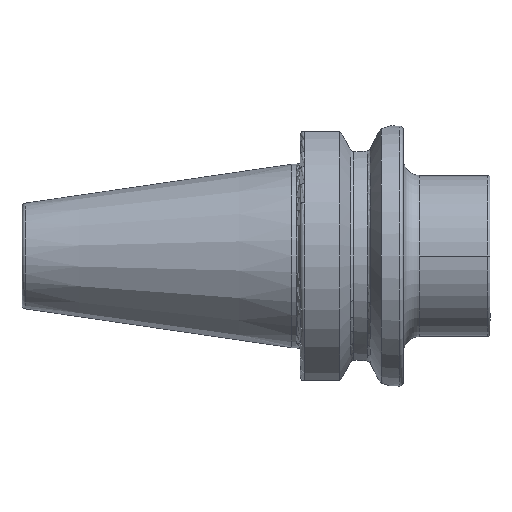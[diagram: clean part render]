
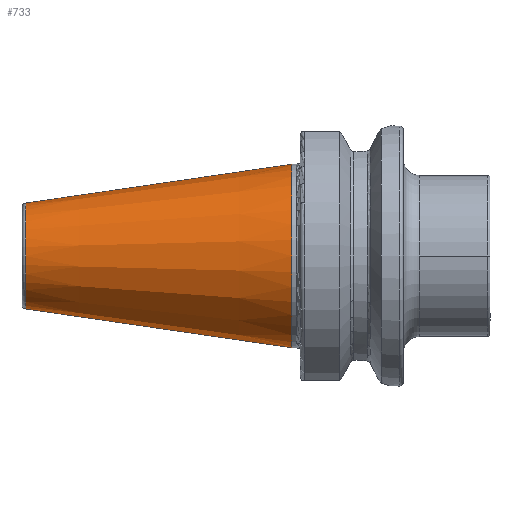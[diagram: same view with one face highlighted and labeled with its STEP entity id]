
A CAD part, front view. The second image highlights one B-rep face of the part: STEP entity #733.
In plain terms, the highlighted conical face has half-angle 8.297 degrees and reference radius 22.225 mm.
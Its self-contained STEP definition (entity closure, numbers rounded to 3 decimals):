
#36 = CARTESIAN_POINT ( 'NONE',  ( 0., 0., 0. ) ) ;
#352 = FACE_OUTER_BOUND ( 'NONE', #725, .T. ) ;
#581 = CIRCLE ( 'NONE', #1345, 22.225 ) ;
#624 = DIRECTION ( 'NONE',  ( 0., 0., 1. ) ) ;
#684 = DIRECTION ( 'NONE',  ( -1., 0., 0. ) ) ;
#700 = CARTESIAN_POINT ( 'NONE',  ( -64.544, 0., 0. ) ) ;
#711 = VERTEX_POINT ( 'NONE', #3712 ) ;
#725 = EDGE_LOOP ( 'NONE', ( #1049, #995, #795, #2206 ) ) ;
#733 = ADVANCED_FACE ( 'NONE', ( #352 ), #4780, .T. ) ;
#795 = ORIENTED_EDGE ( 'NONE', *, *, #4511, .T. ) ;
#995 = ORIENTED_EDGE ( 'NONE', *, *, #3103, .F. ) ;
#1049 = ORIENTED_EDGE ( 'NONE', *, *, #3717, .F. ) ;
#1107 = VECTOR ( 'NONE', #2315, 1000. ) ;
#1169 = LINE ( 'NONE', #2337, #1107 ) ;
#1239 = DIRECTION ( 'NONE',  ( 0.99, 0., 0.144 ) ) ;
#1345 = AXIS2_PLACEMENT_3D ( 'NONE', #36, #5007, #5036 ) ;
#1439 = CARTESIAN_POINT ( 'NONE',  ( 0., 0., 22.225 ) ) ;
#1508 = VERTEX_POINT ( 'NONE', #3454 ) ;
#2187 = CARTESIAN_POINT ( 'NONE',  ( -64.544, 0., 12.812 ) ) ;
#2206 = ORIENTED_EDGE ( 'NONE', *, *, #4798, .T. ) ;
#2273 = VECTOR ( 'NONE', #1239, 1000. ) ;
#2315 = DIRECTION ( 'NONE',  ( 0.99, 0., -0.144 ) ) ;
#2337 = CARTESIAN_POINT ( 'NONE',  ( 0., 0., -22.225 ) ) ;
#2343 = LINE ( 'NONE', #1439, #2273 ) ;
#2630 = CARTESIAN_POINT ( 'NONE',  ( 0., 0., -22.225 ) ) ;
#2932 = VERTEX_POINT ( 'NONE', #2630 ) ;
#3103 = EDGE_CURVE ( 'NONE', #711, #4640, #3730, .T. ) ;
#3395 = AXIS2_PLACEMENT_3D ( 'NONE', #3716, #3636, #3608 ) ;
#3454 = CARTESIAN_POINT ( 'NONE',  ( 0., 0., 22.225 ) ) ;
#3608 = DIRECTION ( 'NONE',  ( 0., 0., -1. ) ) ;
#3636 = DIRECTION ( 'NONE',  ( 1., 0., 0. ) ) ;
#3712 = CARTESIAN_POINT ( 'NONE',  ( -64.544, 0., -12.812 ) ) ;
#3716 = CARTESIAN_POINT ( 'NONE',  ( 0., 0., 0. ) ) ;
#3717 = EDGE_CURVE ( 'NONE', #4640, #1508, #2343, .T. ) ;
#3719 = AXIS2_PLACEMENT_3D ( 'NONE', #700, #684, #624 ) ;
#3730 = CIRCLE ( 'NONE', #3719, 12.812 ) ;
#4511 = EDGE_CURVE ( 'NONE', #711, #2932, #1169, .T. ) ;
#4640 = VERTEX_POINT ( 'NONE', #2187 ) ;
#4780 = CONICAL_SURFACE ( 'NONE', #3395, 22.225, 0.145 ) ;
#4798 = EDGE_CURVE ( 'NONE', #2932, #1508, #581, .T. ) ;
#5007 = DIRECTION ( 'NONE',  ( -1., 0., 0. ) ) ;
#5036 = DIRECTION ( 'NONE',  ( 0., 0., 1. ) ) ;
